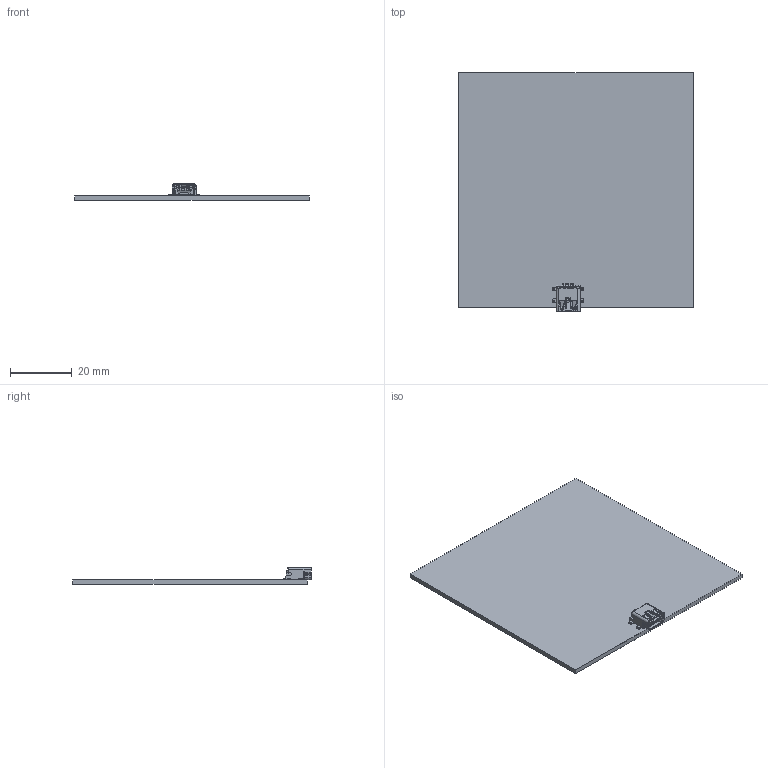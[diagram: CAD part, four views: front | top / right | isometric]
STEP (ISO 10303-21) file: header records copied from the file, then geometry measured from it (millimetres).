
FILE_DESCRIPTION(/* description */ (''),/* implementation_level */ '2;1');
FILE_NAME(/* name */ 'ICE40 v2.step',/* time_stamp */ '2023-06-01T17:14:38-04:00',/* author */ (''),/* organization */ (''),/* preprocessor_version */ 'ST-DEVELOPER v19.2',/* originating_system */ 'Autodesk Translation Framework v12.6.0.85',/* authorisation */ '');
FILE_SCHEMA (('AUTOMOTIVE_DESIGN { 1 0 10303 214 3 1 1 }'));
Length unit declared in the file: inch
Products named in the file (1): ICE40
Bounding box: 76.2 x 77.42 x 5.5 mm (x, y, z)
Volume: 8836.2 mm3; surface area: 12664.1 mm2
Topology: 2 solids, 2 shells, 482 faces, 1396 edges, 903 vertices
Faces by surface type: plane 372, cylinder 84, bspline 18, cone 8
Entity records: 16179 total; most frequent: CARTESIAN_POINT 3415, ORIENTED_EDGE 2792, DIRECTION 2461, EDGE_CURVE 1396, LINE 1179, VECTOR 1179, VERTEX_POINT 903, AXIS2_PLACEMENT_3D 641
